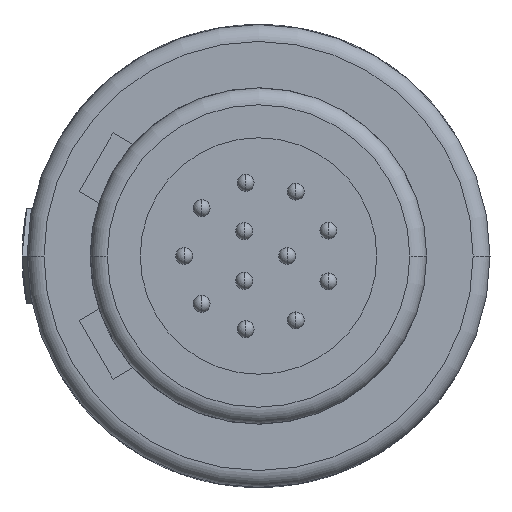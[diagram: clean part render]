
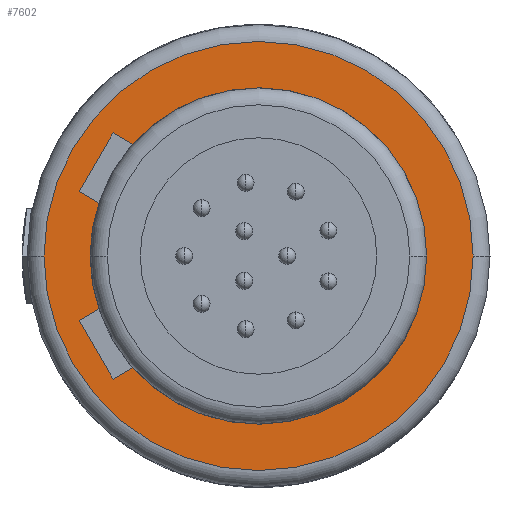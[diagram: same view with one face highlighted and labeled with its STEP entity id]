
A CAD part, left-side view. The second image highlights one B-rep face of the part: STEP entity #7602.
In plain terms, the highlighted planar face has unit normal (-1, 0, 0).
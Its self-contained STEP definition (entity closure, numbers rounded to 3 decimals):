
#2007=CARTESIAN_POINT('',(-6.7,0.,0.));
#2008=DIRECTION('',(-1.,0.,0.));
#2009=DIRECTION('',(0.,-1.,0.));
#2010=AXIS2_PLACEMENT_3D('',#2007,#2008,#2009);
#2012=CARTESIAN_POINT('',(-6.7,0.,0.));
#2013=DIRECTION('',(-1.,0.,0.));
#2014=DIRECTION('',(0.,1.,0.));
#2015=AXIS2_PLACEMENT_3D('',#2012,#2013,#2014);
#2017=DIRECTION('',(0.,0.866,-0.5));
#2018=VECTOR('',#2017,0.677);
#2019=CARTESIAN_POINT('',(-6.7,3.721,-3.303));
#2020=LINE('',#2019,#2018);
#2021=DIRECTION('',(0.,0.866,0.5));
#2022=VECTOR('',#2021,0.677);
#2023=CARTESIAN_POINT('',(-6.7,3.721,3.303));
#2024=LINE('',#2023,#2022);
#2025=DIRECTION('',(0.,-0.5,0.866));
#2026=VECTOR('',#2025,2.);
#2027=CARTESIAN_POINT('',(-6.7,5.306,1.909));
#2028=LINE('',#2027,#2026);
#2029=DIRECTION('',(0.,0.866,0.5));
#2030=VECTOR('',#2029,0.677);
#2031=CARTESIAN_POINT('',(-6.7,4.721,1.571));
#2032=LINE('',#2031,#2030);
#2033=DIRECTION('',(0.,0.866,-0.5));
#2034=VECTOR('',#2033,0.677);
#2035=CARTESIAN_POINT('',(-6.7,4.721,-1.571));
#2036=LINE('',#2035,#2034);
#2037=DIRECTION('',(0.,0.5,0.866));
#2038=VECTOR('',#2037,2.);
#2039=CARTESIAN_POINT('',(-6.7,4.306,-3.641));
#2040=LINE('',#2039,#2038);
#2075=CARTESIAN_POINT('',(-6.7,0.,0.));
#2076=DIRECTION('',(-1.,0.,0.));
#2077=DIRECTION('',(0.,1.,0.));
#2078=AXIS2_PLACEMENT_3D('',#2075,#2076,#2077);
#2093=CARTESIAN_POINT('',(-6.7,0.,0.));
#2094=DIRECTION('',(-1.,0.,0.));
#2095=DIRECTION('',(0.,0.748,-0.664));
#2096=AXIS2_PLACEMENT_3D('',#2093,#2094,#2095);
#2115=CARTESIAN_POINT('',(-6.7,0.,0.));
#2116=DIRECTION('',(1.,0.,0.));
#2117=DIRECTION('',(0.,0.748,0.664));
#2118=AXIS2_PLACEMENT_3D('',#2115,#2116,#2117);
#2125=CARTESIAN_POINT('',(-6.7,0.,0.));
#2126=DIRECTION('',(1.,0.,0.));
#2127=DIRECTION('',(0.,1.,0.));
#2128=AXIS2_PLACEMENT_3D('',#2125,#2126,#2127);
#4227=CARTESIAN_POINT('',(-6.7,-6.35,0.));
#4228=CARTESIAN_POINT('',(-6.7,6.35,0.));
#4229=VERTEX_POINT('',#4227);
#4230=VERTEX_POINT('',#4228);
#4243=CARTESIAN_POINT('',(-6.7,4.975,0.));
#4244=VERTEX_POINT('',#4243);
#4245=CARTESIAN_POINT('',(-6.7,-4.975,0.));
#4246=VERTEX_POINT('',#4245);
#4939=CARTESIAN_POINT('',(-6.7,4.306,3.641));
#4940=VERTEX_POINT('',#4939);
#4943=CARTESIAN_POINT('',(-6.7,5.306,1.909));
#4944=VERTEX_POINT('',#4943);
#4951=CARTESIAN_POINT('',(-6.7,4.306,-3.641));
#4952=VERTEX_POINT('',#4951);
#4955=CARTESIAN_POINT('',(-6.7,5.306,-1.909));
#4956=VERTEX_POINT('',#4955);
#4961=CARTESIAN_POINT('',(-6.7,4.721,1.571));
#4962=VERTEX_POINT('',#4961);
#4963=CARTESIAN_POINT('',(-6.7,3.721,3.303));
#4964=VERTEX_POINT('',#4963);
#4965=CARTESIAN_POINT('',(-6.7,3.721,-3.303));
#4966=VERTEX_POINT('',#4965);
#4967=CARTESIAN_POINT('',(-6.7,4.721,-1.571));
#4968=VERTEX_POINT('',#4967);
#7570=CARTESIAN_POINT('',(-6.7,0.,0.));
#7571=DIRECTION('',(1.,0.,0.));
#7572=DIRECTION('',(0.,-1.,0.));
#7573=AXIS2_PLACEMENT_3D('',#7570,#7571,#7572);
#7574=PLANE('',#7573);
#7576=ORIENTED_EDGE('',*,*,#7575,.F.);
#7577=ORIENTED_EDGE('',*,*,#7553,.F.);
#7578=EDGE_LOOP('',(#7576,#7577));
#7579=FACE_OUTER_BOUND('',#7578,.F.);
#7581=ORIENTED_EDGE('',*,*,#7580,.F.);
#7583=ORIENTED_EDGE('',*,*,#7582,.T.);
#7585=ORIENTED_EDGE('',*,*,#7584,.F.);
#7587=ORIENTED_EDGE('',*,*,#7586,.T.);
#7589=ORIENTED_EDGE('',*,*,#7588,.F.);
#7591=ORIENTED_EDGE('',*,*,#7590,.F.);
#7593=ORIENTED_EDGE('',*,*,#7592,.F.);
#7595=ORIENTED_EDGE('',*,*,#7594,.T.);
#7597=ORIENTED_EDGE('',*,*,#7596,.T.);
#7599=ORIENTED_EDGE('',*,*,#7598,.F.);
#7600=EDGE_LOOP('',(#7581,#7583,#7585,#7587,#7589,#7591,#7593,#7595,#7597,
#7599));
#7601=FACE_BOUND('',#7600,.F.);
#2011=CIRCLE('',#2010,6.35);
#2016=CIRCLE('',#2015,6.35);
#2079=CIRCLE('',#2078,4.975);
#2097=CIRCLE('',#2096,4.975);
#2119=CIRCLE('',#2118,4.975);
#2129=CIRCLE('',#2128,4.975);
#7553=EDGE_CURVE('',#4230,#4229,#2016,.T.);
#7575=EDGE_CURVE('',#4229,#4230,#2011,.T.);
#7580=EDGE_CURVE('',#4966,#4952,#2020,.T.);
#7582=EDGE_CURVE('',#4966,#4246,#2097,.T.);
#7584=EDGE_CURVE('',#4964,#4246,#2119,.T.);
#7586=EDGE_CURVE('',#4964,#4940,#2024,.T.);
#7588=EDGE_CURVE('',#4944,#4940,#2028,.T.);
#7590=EDGE_CURVE('',#4962,#4944,#2032,.T.);
#7592=EDGE_CURVE('',#4244,#4962,#2129,.T.);
#7594=EDGE_CURVE('',#4244,#4968,#2079,.T.);
#7596=EDGE_CURVE('',#4968,#4956,#2036,.T.);
#7598=EDGE_CURVE('',#4952,#4956,#2040,.T.);
#7602=ADVANCED_FACE('',(#7579,#7601),#7574,.F.);
